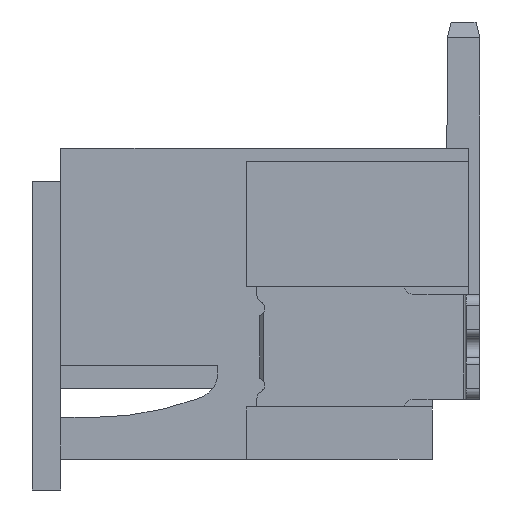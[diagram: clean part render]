
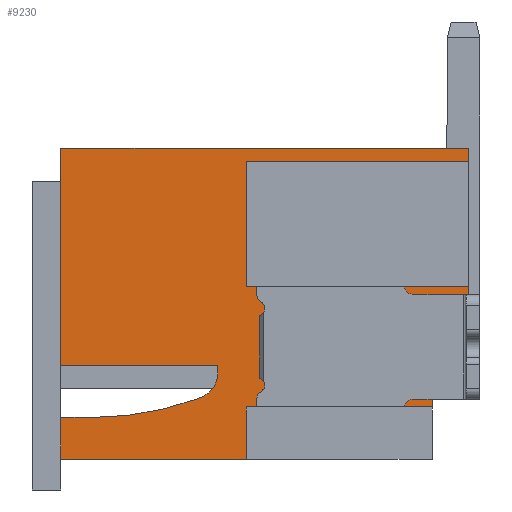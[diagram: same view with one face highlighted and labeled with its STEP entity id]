
A CAD part, left-side view. The second image highlights one B-rep face of the part: STEP entity #9230.
In plain terms, the highlighted planar face has unit normal (-1, 0, 0).
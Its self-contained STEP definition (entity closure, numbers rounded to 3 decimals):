
#1=DIRECTION('',(0.,0.841,-0.541));
#2=VECTOR('',#1,0.832);
#3=CARTESIAN_POINT('',(-26.25,-7.8,2.1));
#4=LINE('',#3,#2);
#5=DIRECTION('',(0.,0.707,-0.707));
#6=VECTOR('',#5,0.212);
#7=CARTESIAN_POINT('',(-26.25,-3.7,0.45));
#8=LINE('',#7,#6);
#9=CARTESIAN_POINT('',(-26.25,-0.6,6.622));
#10=DIRECTION('',(-1.,0.,0.));
#11=DIRECTION('',(0.,0.,-1.));
#12=AXIS2_PLACEMENT_3D('',#9,#10,#11);
#14=DIRECTION('',(0.,-0.94,0.342));
#15=VECTOR('',#14,0.085);
#16=CARTESIAN_POINT('',(-26.25,-2.591,1.151));
#17=LINE('',#16,#15);
#18=CARTESIAN_POINT('',(-26.25,-2.5,1.65));
#19=DIRECTION('',(-1.,0.,0.));
#20=DIRECTION('',(0.,-0.342,-0.94));
#21=AXIS2_PLACEMENT_3D('',#18,#19,#20);
#23=DIRECTION('',(0.,-0.707,-0.707));
#24=VECTOR('',#23,0.212);
#25=CARTESIAN_POINT('',(-26.25,-3.55,4.));
#26=LINE('',#25,#24);
#31=DIRECTION('',(0.,0.,1.));
#32=VECTOR('',#31,1.2);
#33=CARTESIAN_POINT('',(-26.25,-7.8,2.1));
#34=LINE('',#33,#32);
#35=DIRECTION('',(0.,0.,1.));
#36=VECTOR('',#35,0.25);
#37=CARTESIAN_POINT('',(-26.25,-7.8,5.7));
#38=LINE('',#37,#36);
#55=DIRECTION('',(0.,1.,0.));
#56=VECTOR('',#55,1.25);
#57=CARTESIAN_POINT('',(-26.25,-7.8,3.3));
#58=LINE('',#57,#56);
#227=DIRECTION('',(0.,0.,1.));
#228=VECTOR('',#227,0.55);
#229=CARTESIAN_POINT('',(-26.25,-6.55,3.3));
#230=LINE('',#229,#228);
#251=DIRECTION('',(0.,1.,0.));
#252=VECTOR('',#251,2.85);
#253=CARTESIAN_POINT('',(-26.25,-6.55,3.85));
#254=LINE('',#253,#252);
#283=DIRECTION('',(0.,0.,1.));
#284=VECTOR('',#283,1.7);
#285=CARTESIAN_POINT('',(-26.25,-3.55,4.));
#286=LINE('',#285,#284);
#315=DIRECTION('',(0.,-1.,0.));
#316=VECTOR('',#315,4.25);
#317=CARTESIAN_POINT('',(-26.25,-3.55,5.7));
#318=LINE('',#317,#316);
#373=DIRECTION('',(0.,-1.,0.));
#374=VECTOR('',#373,2.85);
#375=CARTESIAN_POINT('',(-26.25,-3.7,0.45));
#376=LINE('',#375,#374);
#417=DIRECTION('',(0.,-1.,0.));
#418=VECTOR('',#417,0.55);
#419=CARTESIAN_POINT('',(-26.25,-6.55,1.));
#420=LINE('',#419,#418);
#647=DIRECTION('',(0.,0.,1.));
#648=VECTOR('',#647,0.55);
#649=CARTESIAN_POINT('',(-26.25,-6.55,0.45));
#650=LINE('',#649,#648);
#695=DIRECTION('',(0.,0.,1.));
#696=VECTOR('',#695,0.65);
#697=CARTESIAN_POINT('',(-26.25,-7.1,1.));
#698=LINE('',#697,#696);
#1127=DIRECTION('',(0.,1.,0.));
#1128=VECTOR('',#1127,0.6);
#1129=CARTESIAN_POINT('',(-26.25,-0.6,0.8));
#1130=LINE('',#1129,#1128);
#4040=DIRECTION('',(0.,0.,-1.));
#4041=VECTOR('',#4040,4.15);
#4042=CARTESIAN_POINT('',(-26.25,0.,5.95));
#4043=LINE('',#4042,#4041);
#4140=DIRECTION('',(0.,-1.,0.));
#4141=VECTOR('',#4140,3.55);
#4142=CARTESIAN_POINT('',(-26.25,0.,0.));
#4143=LINE('',#4142,#4141);
#4264=DIRECTION('',(0.,0.,-1.));
#4265=VECTOR('',#4264,0.8);
#4266=CARTESIAN_POINT('',(-26.25,0.,0.8));
#4267=LINE('',#4266,#4265);
#4276=DIRECTION('',(0.,0.,1.));
#4277=VECTOR('',#4276,0.3);
#4278=CARTESIAN_POINT('',(-26.25,-3.55,0.));
#4279=LINE('',#4278,#4277);
#5110=DIRECTION('',(0.,-1.,0.));
#5111=VECTOR('',#5110,3.);
#5112=CARTESIAN_POINT('',(-26.25,0.,1.8));
#5113=LINE('',#5112,#5111);
#5114=DIRECTION('',(0.,0.,-1.));
#5115=VECTOR('',#5114,0.15);
#5116=CARTESIAN_POINT('',(-26.25,-3.,1.8));
#5117=LINE('',#5116,#5115);
#6244=DIRECTION('',(0.,1.,0.));
#6245=VECTOR('',#6244,7.8);
#6246=CARTESIAN_POINT('',(-26.25,-7.8,5.95));
#6247=LINE('',#6246,#6245);
#7015=CARTESIAN_POINT('',(-26.25,-7.8,2.1));
#7016=CARTESIAN_POINT('',(-26.25,-7.1,1.65));
#7017=VERTEX_POINT('',#7015);
#7018=VERTEX_POINT('',#7016);
#7019=CARTESIAN_POINT('',(-26.25,-7.1,1.));
#7020=VERTEX_POINT('',#7019);
#7021=CARTESIAN_POINT('',(-26.25,-6.55,1.));
#7022=VERTEX_POINT('',#7021);
#7023=CARTESIAN_POINT('',(-26.25,-3.7,0.45));
#7024=CARTESIAN_POINT('',(-26.25,-6.55,0.45));
#7025=VERTEX_POINT('',#7023);
#7026=VERTEX_POINT('',#7024);
#7027=CARTESIAN_POINT('',(-26.25,-3.55,0.));
#7028=CARTESIAN_POINT('',(-26.25,-3.55,0.3));
#7029=VERTEX_POINT('',#7027);
#7030=VERTEX_POINT('',#7028);
#7031=CARTESIAN_POINT('',(-26.25,0.,0.));
#7032=VERTEX_POINT('',#7031);
#7033=CARTESIAN_POINT('',(-26.25,0.,0.8));
#7034=VERTEX_POINT('',#7033);
#7035=CARTESIAN_POINT('',(-26.25,-0.6,0.8));
#7036=VERTEX_POINT('',#7035);
#7037=CARTESIAN_POINT('',(-26.25,-2.591,1.151));
#7038=VERTEX_POINT('',#7037);
#7039=CARTESIAN_POINT('',(-26.25,-2.671,1.18));
#7040=VERTEX_POINT('',#7039);
#7041=CARTESIAN_POINT('',(-26.25,-3.,1.65));
#7042=VERTEX_POINT('',#7041);
#7043=CARTESIAN_POINT('',(-26.25,-3.,1.8));
#7044=VERTEX_POINT('',#7043);
#7045=CARTESIAN_POINT('',(-26.25,0.,1.8));
#7046=VERTEX_POINT('',#7045);
#7047=CARTESIAN_POINT('',(-26.25,0.,5.95));
#7048=VERTEX_POINT('',#7047);
#7049=CARTESIAN_POINT('',(-26.25,-7.8,5.95));
#7050=VERTEX_POINT('',#7049);
#7051=CARTESIAN_POINT('',(-26.25,-3.55,5.7));
#7052=CARTESIAN_POINT('',(-26.25,-7.8,5.7));
#7053=VERTEX_POINT('',#7051);
#7054=VERTEX_POINT('',#7052);
#7055=CARTESIAN_POINT('',(-26.25,-3.55,4.));
#7056=VERTEX_POINT('',#7055);
#7057=CARTESIAN_POINT('',(-26.25,-7.8,3.3));
#7058=VERTEX_POINT('',#7057);
#8011=CARTESIAN_POINT('',(-26.25,-6.55,3.3));
#8012=VERTEX_POINT('',#8011);
#8027=CARTESIAN_POINT('',(-26.25,-6.55,3.85));
#8028=VERTEX_POINT('',#8027);
#8033=CARTESIAN_POINT('',(-26.25,-3.7,3.85));
#8034=VERTEX_POINT('',#8033);
#9173=CARTESIAN_POINT('',(-26.25,-3.9,2.975));
#9174=DIRECTION('',(1.,0.,0.));
#9175=DIRECTION('',(0.,0.,1.));
#9176=AXIS2_PLACEMENT_3D('',#9173,#9174,#9175);
#9177=PLANE('',#9176);
#9179=ORIENTED_EDGE('',*,*,#9178,.T.);
#9181=ORIENTED_EDGE('',*,*,#9180,.F.);
#9183=ORIENTED_EDGE('',*,*,#9182,.F.);
#9185=ORIENTED_EDGE('',*,*,#9184,.F.);
#9187=ORIENTED_EDGE('',*,*,#9186,.F.);
#9189=ORIENTED_EDGE('',*,*,#9188,.T.);
#9191=ORIENTED_EDGE('',*,*,#9190,.F.);
#9193=ORIENTED_EDGE('',*,*,#9192,.F.);
#9195=ORIENTED_EDGE('',*,*,#9194,.F.);
#9197=ORIENTED_EDGE('',*,*,#9196,.F.);
#9199=ORIENTED_EDGE('',*,*,#9198,.T.);
#9201=ORIENTED_EDGE('',*,*,#9200,.T.);
#9203=ORIENTED_EDGE('',*,*,#9202,.T.);
#9205=ORIENTED_EDGE('',*,*,#9204,.F.);
#9207=ORIENTED_EDGE('',*,*,#9206,.F.);
#9209=ORIENTED_EDGE('',*,*,#9208,.F.);
#9211=ORIENTED_EDGE('',*,*,#9210,.F.);
#9213=ORIENTED_EDGE('',*,*,#9212,.F.);
#9215=ORIENTED_EDGE('',*,*,#9214,.F.);
#9217=ORIENTED_EDGE('',*,*,#9216,.F.);
#9219=ORIENTED_EDGE('',*,*,#9218,.T.);
#9221=ORIENTED_EDGE('',*,*,#9220,.F.);
#9223=ORIENTED_EDGE('',*,*,#9222,.F.);
#9225=ORIENTED_EDGE('',*,*,#9224,.F.);
#9227=ORIENTED_EDGE('',*,*,#9226,.F.);
#9228=EDGE_LOOP('',(#9179,#9181,#9183,#9185,#9187,#9189,#9191,#9193,#9195,#9197,
#9199,#9201,#9203,#9205,#9207,#9209,#9211,#9213,#9215,#9217,#9219,#9221,#9223,
#9225,#9227));
#9229=FACE_OUTER_BOUND('',#9228,.F.);
#13=CIRCLE('',#12,5.822);
#22=CIRCLE('',#21,0.5);
#9178=EDGE_CURVE('',#7017,#7018,#4,.T.);
#9180=EDGE_CURVE('',#7020,#7018,#698,.T.);
#9182=EDGE_CURVE('',#7022,#7020,#420,.T.);
#9184=EDGE_CURVE('',#7026,#7022,#650,.T.);
#9186=EDGE_CURVE('',#7025,#7026,#376,.T.);
#9188=EDGE_CURVE('',#7025,#7030,#8,.T.);
#9190=EDGE_CURVE('',#7029,#7030,#4279,.T.);
#9192=EDGE_CURVE('',#7032,#7029,#4143,.T.);
#9194=EDGE_CURVE('',#7034,#7032,#4267,.T.);
#9196=EDGE_CURVE('',#7036,#7034,#1130,.T.);
#9198=EDGE_CURVE('',#7036,#7038,#13,.T.);
#9200=EDGE_CURVE('',#7038,#7040,#17,.T.);
#9202=EDGE_CURVE('',#7040,#7042,#22,.T.);
#9204=EDGE_CURVE('',#7044,#7042,#5117,.T.);
#9206=EDGE_CURVE('',#7046,#7044,#5113,.T.);
#9208=EDGE_CURVE('',#7048,#7046,#4043,.T.);
#9210=EDGE_CURVE('',#7050,#7048,#6247,.T.);
#9212=EDGE_CURVE('',#7054,#7050,#38,.T.);
#9214=EDGE_CURVE('',#7053,#7054,#318,.T.);
#9216=EDGE_CURVE('',#7056,#7053,#286,.T.);
#9218=EDGE_CURVE('',#7056,#8034,#26,.T.);
#9220=EDGE_CURVE('',#8028,#8034,#254,.T.);
#9222=EDGE_CURVE('',#8012,#8028,#230,.T.);
#9224=EDGE_CURVE('',#7058,#8012,#58,.T.);
#9226=EDGE_CURVE('',#7017,#7058,#34,.T.);
#9230=ADVANCED_FACE('',(#9229),#9177,.F.);
